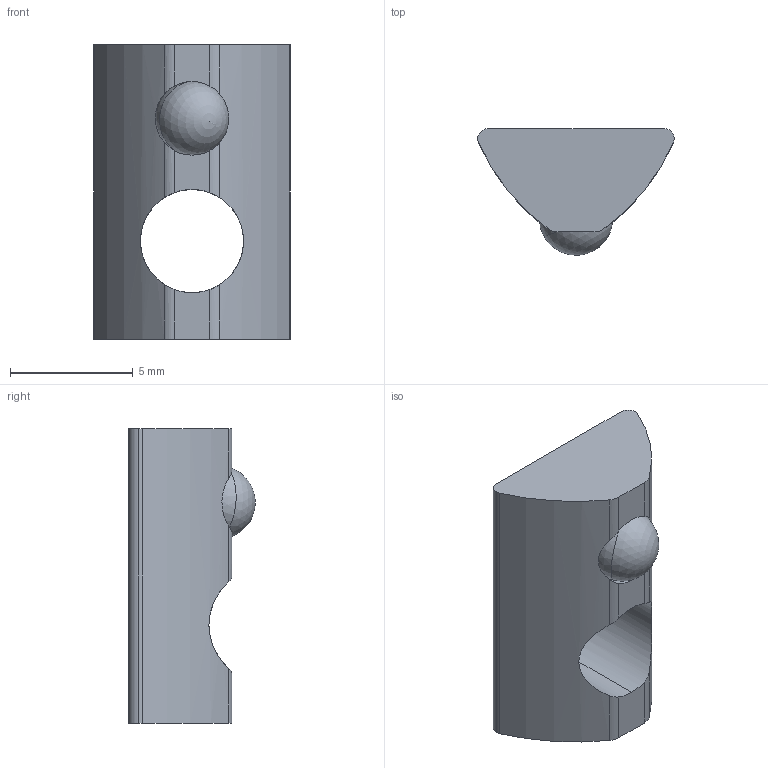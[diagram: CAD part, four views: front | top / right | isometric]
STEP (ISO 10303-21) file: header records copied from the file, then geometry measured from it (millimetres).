
FILE_DESCRIPTION (( 'STEP AP203' ), '1' );
FILE_NAME ('252200132_c_1.STEP', '2023-01-16T03:03:36', ( '' ), ( '' ), 'SwSTEP 2.0', 'SolidWorks 2014', '' );
FILE_SCHEMA (( 'CONFIG_CONTROL_DESIGN' ));
Length unit declared in the file: millimetre
Products named in the file (1): 252200132_c_1
Bounding box: 8 x 5.15 x 12 mm (x, y, z)
Volume: 223.5 mm3; surface area: 375 mm2
Topology: 2 solids, 2 shells, 26 faces, 76 edges, 51 vertices
Faces by surface type: cylinder 15, plane 7, cone 2, sphere 2
Entity records: 986 total; most frequent: CARTESIAN_POINT 234, DIRECTION 145, ORIENTED_EDGE 142, EDGE_CURVE 71, AXIS2_PLACEMENT_3D 59, VERTEX_POINT 48, CIRCLE 32, EDGE_LOOP 27
